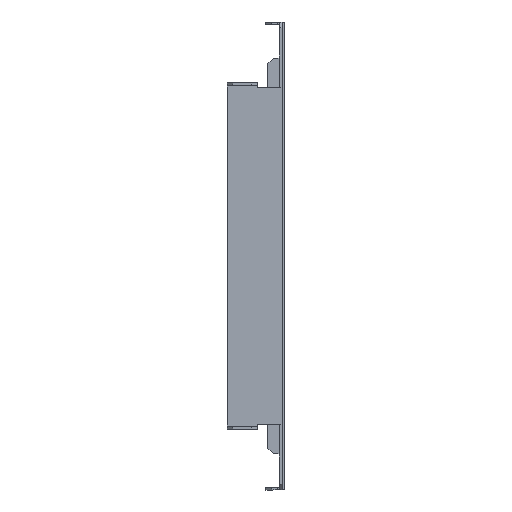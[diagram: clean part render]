
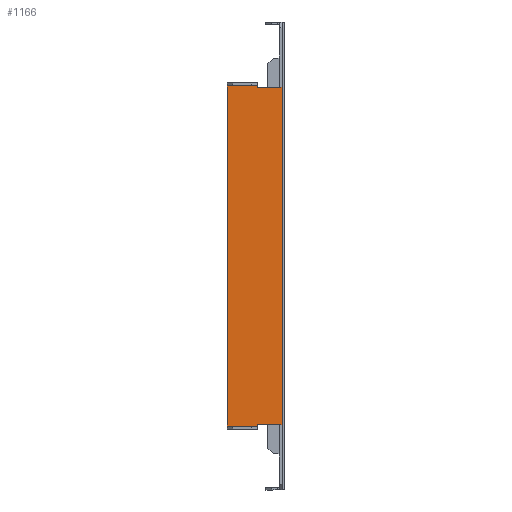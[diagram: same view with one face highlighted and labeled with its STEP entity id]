
A CAD part, left-side view. The second image highlights one B-rep face of the part: STEP entity #1166.
In plain terms, the highlighted planar face has unit normal (-1, 0, 0).
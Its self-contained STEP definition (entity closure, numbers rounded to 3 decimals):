
#21 = VECTOR ( 'NONE', #2564, 1000. ) ;
#42 = ORIENTED_EDGE ( 'NONE', *, *, #180, .T. ) ;
#61 = CARTESIAN_POINT ( 'NONE',  ( -303.3, 30.5, -90. ) ) ;
#179 = CARTESIAN_POINT ( 'NONE',  ( -303.3, 0., 90. ) ) ;
#180 = EDGE_CURVE ( 'NONE', #2674, #222, #506, .T. ) ;
#215 = EDGE_CURVE ( 'NONE', #932, #2674, #1269, .T. ) ;
#222 = VERTEX_POINT ( 'NONE', #1707 ) ;
#229 = VECTOR ( 'NONE', #1097, 1000. ) ;
#312 = ORIENTED_EDGE ( 'NONE', *, *, #552, .T. ) ;
#352 = DIRECTION ( 'NONE',  ( 0., -1., 0. ) ) ;
#355 = DIRECTION ( 'NONE',  ( 0., -1., 0. ) ) ;
#361 = EDGE_CURVE ( 'NONE', #2574, #2152, #2987, .T. ) ;
#427 = EDGE_CURVE ( 'NONE', #2750, #2670, #2332, .T. ) ;
#428 = VECTOR ( 'NONE', #355, 1000. ) ;
#439 = CARTESIAN_POINT ( 'NONE',  ( -303.3, 0., 0. ) ) ;
#442 = CARTESIAN_POINT ( 'NONE',  ( -303.3, 14.7, -89. ) ) ;
#504 = DIRECTION ( 'NONE',  ( 0., 0., -1. ) ) ;
#506 = LINE ( 'NONE', #1752, #866 ) ;
#511 = EDGE_CURVE ( 'NONE', #2152, #2750, #2828, .T. ) ;
#526 = CARTESIAN_POINT ( 'NONE',  ( -303.3, 30.5, 90. ) ) ;
#552 = EDGE_CURVE ( 'NONE', #2818, #1498, #2844, .T. ) ;
#563 = VECTOR ( 'NONE', #1795, 1000. ) ;
#620 = AXIS2_PLACEMENT_3D ( 'NONE', #439, #1604, #1151 ) ;
#636 = VERTEX_POINT ( 'NONE', #2187 ) ;
#642 = CARTESIAN_POINT ( 'NONE',  ( -303.3, 0., -89. ) ) ;
#649 = ORIENTED_EDGE ( 'NONE', *, *, #215, .T. ) ;
#689 = CARTESIAN_POINT ( 'NONE',  ( -303.3, 1.5, 0. ) ) ;
#743 = CARTESIAN_POINT ( 'NONE',  ( -303.3, 0., 89. ) ) ;
#816 = VECTOR ( 'NONE', #504, 1000. ) ;
#866 = VECTOR ( 'NONE', #2700, 1000. ) ;
#909 = LINE ( 'NONE', #929, #1464 ) ;
#913 = VECTOR ( 'NONE', #1655, 1000. ) ;
#929 = CARTESIAN_POINT ( 'NONE',  ( -303.3, 0., 89. ) ) ;
#932 = VERTEX_POINT ( 'NONE', #1637 ) ;
#971 = DIRECTION ( 'NONE',  ( 0., 1., 0. ) ) ;
#1024 = EDGE_CURVE ( 'NONE', #636, #932, #1389, .T. ) ;
#1069 = EDGE_CURVE ( 'NONE', #636, #1498, #2436, .T. ) ;
#1097 = DIRECTION ( 'NONE',  ( 0., 0., 1. ) ) ;
#1103 = PLANE ( 'NONE',  #620 ) ;
#1130 = CARTESIAN_POINT ( 'NONE',  ( -303.3, 14.7, 89. ) ) ;
#1147 = EDGE_CURVE ( 'NONE', #2574, #222, #1266, .T. ) ;
#1151 = DIRECTION ( 'NONE',  ( 0., 1., 0. ) ) ;
#1166 = ADVANCED_FACE ( 'NONE', ( #1831 ), #1103, .F. ) ;
#1214 = VECTOR ( 'NONE', #1674, 1000. ) ;
#1235 = CARTESIAN_POINT ( 'NONE',  ( -303.3, 1.5, 89. ) ) ;
#1239 = CARTESIAN_POINT ( 'NONE',  ( -303.3, 30.5, -89. ) ) ;
#1266 = LINE ( 'NONE', #2177, #816 ) ;
#1269 = LINE ( 'NONE', #1239, #2509 ) ;
#1389 = LINE ( 'NONE', #1669, #2460 ) ;
#1436 = DIRECTION ( 'NONE',  ( 0., 0., -1. ) ) ;
#1464 = VECTOR ( 'NONE', #971, 1000. ) ;
#1498 = VERTEX_POINT ( 'NONE', #526 ) ;
#1504 = CARTESIAN_POINT ( 'NONE',  ( -303.3, 14.7, 89. ) ) ;
#1507 = VERTEX_POINT ( 'NONE', #1504 ) ;
#1544 = CARTESIAN_POINT ( 'NONE',  ( -303.3, 14.7, 90. ) ) ;
#1604 = DIRECTION ( 'NONE',  ( 1., 0., 0. ) ) ;
#1637 = CARTESIAN_POINT ( 'NONE',  ( -303.3, 30.5, -89. ) ) ;
#1655 = DIRECTION ( 'NONE',  ( 0., 1., 0. ) ) ;
#1669 = CARTESIAN_POINT ( 'NONE',  ( -303.3, 30.5, 0. ) ) ;
#1674 = DIRECTION ( 'NONE',  ( 0., -1., 0. ) ) ;
#1707 = CARTESIAN_POINT ( 'NONE',  ( -303.3, 14.7, -90. ) ) ;
#1736 = ORIENTED_EDGE ( 'NONE', *, *, #361, .T. ) ;
#1752 = CARTESIAN_POINT ( 'NONE',  ( -303.3, 0., -90. ) ) ;
#1795 = DIRECTION ( 'NONE',  ( 0., 0., 1. ) ) ;
#1831 = FACE_OUTER_BOUND ( 'NONE', #2657, .T. ) ;
#1838 = ORIENTED_EDGE ( 'NONE', *, *, #427, .T. ) ;
#1848 = ORIENTED_EDGE ( 'NONE', *, *, #511, .T. ) ;
#1860 = EDGE_CURVE ( 'NONE', #2477, #2670, #1930, .T. ) ;
#1879 = CARTESIAN_POINT ( 'NONE',  ( -303.3, 4., -89. ) ) ;
#1930 = LINE ( 'NONE', #743, #428 ) ;
#1981 = CARTESIAN_POINT ( 'NONE',  ( -303.3, 30.5, 0. ) ) ;
#2036 = LINE ( 'NONE', #1130, #229 ) ;
#2050 = ORIENTED_EDGE ( 'NONE', *, *, #1860, .F. ) ;
#2125 = EDGE_CURVE ( 'NONE', #1507, #2818, #2036, .T. ) ;
#2152 = VERTEX_POINT ( 'NONE', #1879 ) ;
#2177 = CARTESIAN_POINT ( 'NONE',  ( -303.3, 14.7, 0. ) ) ;
#2185 = ORIENTED_EDGE ( 'NONE', *, *, #2230, .T. ) ;
#2187 = CARTESIAN_POINT ( 'NONE',  ( -303.3, 30.5, 89. ) ) ;
#2230 = EDGE_CURVE ( 'NONE', #2477, #1507, #909, .T. ) ;
#2235 = DIRECTION ( 'NONE',  ( 0., 0., -1. ) ) ;
#2332 = LINE ( 'NONE', #689, #21 ) ;
#2341 = ORIENTED_EDGE ( 'NONE', *, *, #1069, .F. ) ;
#2436 = LINE ( 'NONE', #1981, #563 ) ;
#2460 = VECTOR ( 'NONE', #1436, 1000. ) ;
#2477 = VERTEX_POINT ( 'NONE', #2497 ) ;
#2497 = CARTESIAN_POINT ( 'NONE',  ( -303.3, 4., 89. ) ) ;
#2509 = VECTOR ( 'NONE', #2235, 1000. ) ;
#2564 = DIRECTION ( 'NONE',  ( 0., 0., 1. ) ) ;
#2574 = VERTEX_POINT ( 'NONE', #442 ) ;
#2590 = ORIENTED_EDGE ( 'NONE', *, *, #2125, .T. ) ;
#2657 = EDGE_LOOP ( 'NONE', ( #1736, #1848, #1838, #2050, #2185, #2590, #312, #2341, #2838, #649, #42, #3073 ) ) ;
#2670 = VERTEX_POINT ( 'NONE', #1235 ) ;
#2674 = VERTEX_POINT ( 'NONE', #61 ) ;
#2700 = DIRECTION ( 'NONE',  ( 0., -1., 0. ) ) ;
#2702 = VECTOR ( 'NONE', #352, 1000. ) ;
#2750 = VERTEX_POINT ( 'NONE', #2759 ) ;
#2759 = CARTESIAN_POINT ( 'NONE',  ( -303.3, 1.5, -89. ) ) ;
#2818 = VERTEX_POINT ( 'NONE', #1544 ) ;
#2828 = LINE ( 'NONE', #3034, #1214 ) ;
#2838 = ORIENTED_EDGE ( 'NONE', *, *, #1024, .T. ) ;
#2844 = LINE ( 'NONE', #179, #913 ) ;
#2987 = LINE ( 'NONE', #642, #2702 ) ;
#3034 = CARTESIAN_POINT ( 'NONE',  ( -303.3, 4., -89. ) ) ;
#3073 = ORIENTED_EDGE ( 'NONE', *, *, #1147, .F. ) ;
